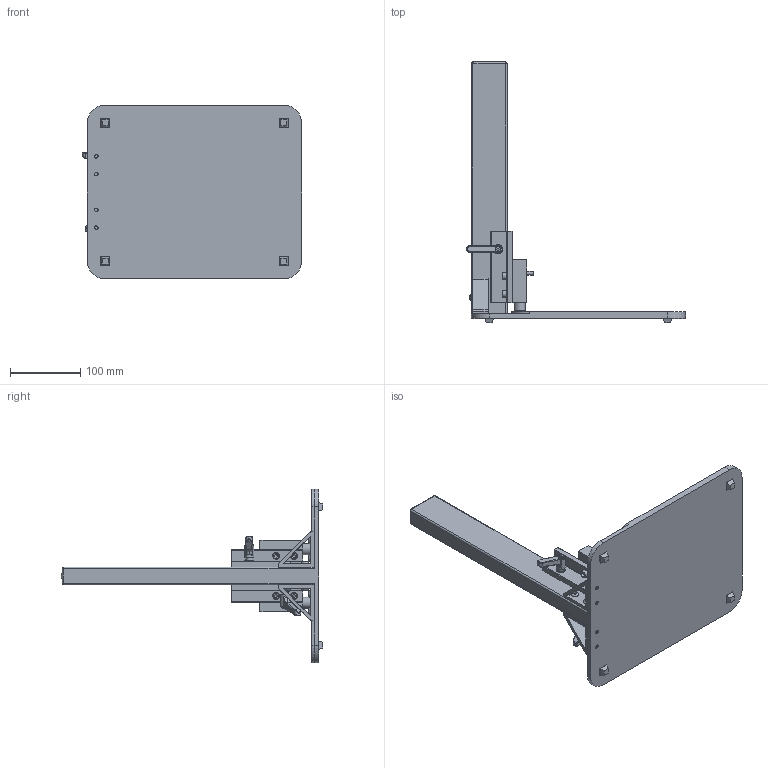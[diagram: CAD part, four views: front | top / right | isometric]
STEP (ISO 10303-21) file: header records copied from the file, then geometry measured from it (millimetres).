
FILE_DESCRIPTION (( 'STEP AP214' ), '1' );
FILE_NAME ('43410 AX STAND COMPLETE.STEP', '2020-09-30T13:04:15', ( '' ), ( '' ), 'SwSTEP 2.0', 'SolidWorks 2019', '' );
FILE_SCHEMA (( 'AUTOMOTIVE_DESIGN' ));
Length unit declared in the file: inch
Products named in the file (1): 43410 AX STAND COMPLETE
Bounding box: 311.81 x 372.1 x 247.65 mm (x, y, z)
Volume: 1394107.2 mm3; surface area: 255729 mm2
Topology: 1 solids, 3 shells, 397 faces, 1004 edges, 653 vertices
Faces by surface type: plane 250, cylinder 78, bspline 30, torus 15, cone 14, sphere 10
Full cylindrical faces by diameter (mm): 5 x2, 5.105 x4, 7.144 x2, 8.001 x2, 9.525 x4, 9.906 x2, 11.1 x4, 12.7 x2, 12.954 x2, 15.875 x2
Entity records: 18151 total; most frequent: CARTESIAN_POINT 5098, ORIENTED_EDGE 1828, DIRECTION 1679, EDGE_CURVE 914, VERTEX_POINT 613, LINE 581, VECTOR 581, AXIS2_PLACEMENT_3D 549
